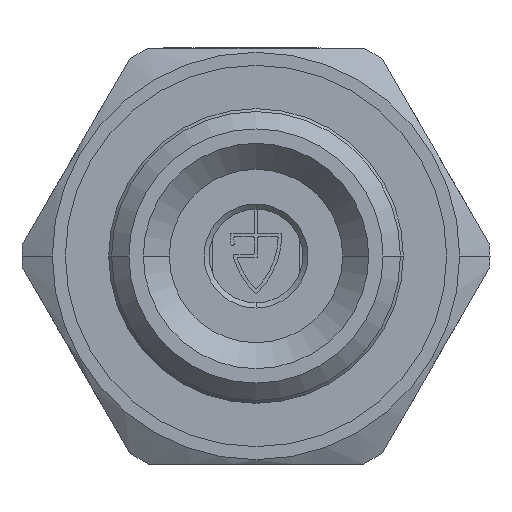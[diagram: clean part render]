
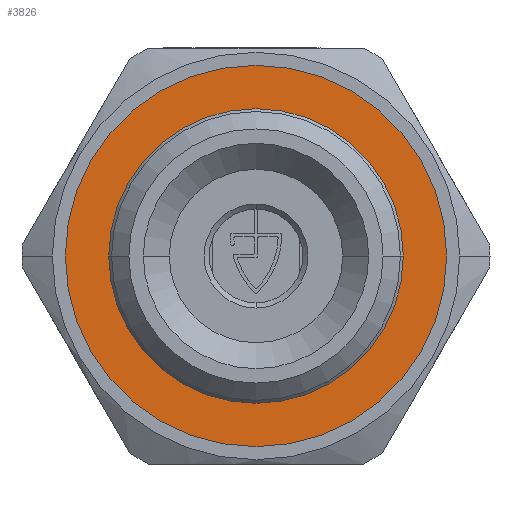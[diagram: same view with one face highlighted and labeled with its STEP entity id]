
A CAD part, front view. The second image highlights one B-rep face of the part: STEP entity #3826.
In plain terms, the highlighted planar face has unit normal (0, -1, 0).
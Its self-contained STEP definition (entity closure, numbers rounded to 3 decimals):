
#24 = AXIS2_PLACEMENT_3D ( 'NONE', #9228, #10881, #7256 ) ;
#104 = CARTESIAN_POINT ( 'NONE',  ( 8.5, -10.3, 0. ) ) ;
#184 = VERTEX_POINT ( 'NONE', #3371 ) ;
#232 = FACE_OUTER_BOUND ( 'NONE', #2206, .T. ) ;
#279 = VERTEX_POINT ( 'NONE', #9373 ) ;
#688 = AXIS2_PLACEMENT_3D ( 'NONE', #6386, #6384, #6372 ) ;
#1435 = VERTEX_POINT ( 'NONE', #8325 ) ;
#1803 = ORIENTED_EDGE ( 'NONE', *, *, #1956, .T. ) ;
#1956 = EDGE_CURVE ( 'NONE', #279, #1435, #9290, .T. ) ;
#2056 = EDGE_CURVE ( 'NONE', #6915, #184, #9798, .T. ) ;
#2206 = EDGE_LOOP ( 'NONE', ( #1803, #10285 ) ) ;
#2833 = FACE_BOUND ( 'NONE', #9160, .T. ) ;
#2934 = EDGE_CURVE ( 'NONE', #1435, #279, #6239, .T. ) ;
#2936 = EDGE_CURVE ( 'NONE', #184, #6915, #4964, .T. ) ;
#3371 = CARTESIAN_POINT ( 'NONE',  ( -8.5, -10.3, 0. ) ) ;
#3771 = AXIS2_PLACEMENT_3D ( 'NONE', #6346, #6343, #6320 ) ;
#3826 = ADVANCED_FACE ( 'NONE', ( #232, #2833 ), #10268, .T. ) ;
#4964 = CIRCLE ( 'NONE', #3771, 8.5 ) ;
#6239 = CIRCLE ( 'NONE', #688, 11. ) ;
#6320 = DIRECTION ( 'NONE',  ( 1., 0., 0. ) ) ;
#6343 = DIRECTION ( 'NONE',  ( 0., -1., 0. ) ) ;
#6346 = CARTESIAN_POINT ( 'NONE',  ( 0., -10.3, 0. ) ) ;
#6372 = DIRECTION ( 'NONE',  ( 1., 0., 0. ) ) ;
#6384 = DIRECTION ( 'NONE',  ( 0., -1., 0. ) ) ;
#6386 = CARTESIAN_POINT ( 'NONE',  ( 0., -10.3, 0. ) ) ;
#6915 = VERTEX_POINT ( 'NONE', #104 ) ;
#7256 = DIRECTION ( 'NONE',  ( 1., 0., 0. ) ) ;
#8213 = ORIENTED_EDGE ( 'NONE', *, *, #2936, .F. ) ;
#8325 = CARTESIAN_POINT ( 'NONE',  ( -11., -10.3, 0. ) ) ;
#8462 = DIRECTION ( 'NONE',  ( 1., 0., 0. ) ) ;
#9160 = EDGE_LOOP ( 'NONE', ( #8213, #11527 ) ) ;
#9228 = CARTESIAN_POINT ( 'NONE',  ( 0., -10.3, 0. ) ) ;
#9290 = CIRCLE ( 'NONE', #24, 11. ) ;
#9373 = CARTESIAN_POINT ( 'NONE',  ( 11., -10.3, 0. ) ) ;
#9798 = CIRCLE ( 'NONE', #11632, 8.5 ) ;
#9992 = DIRECTION ( 'NONE',  ( 0., -1., 0. ) ) ;
#10066 = DIRECTION ( 'NONE',  ( 1., 0., 0. ) ) ;
#10084 = DIRECTION ( 'NONE',  ( 0., -1., 0. ) ) ;
#10094 = CARTESIAN_POINT ( 'NONE',  ( -8.5, -10.3, 0. ) ) ;
#10268 = PLANE ( 'NONE',  #11129 ) ;
#10285 = ORIENTED_EDGE ( 'NONE', *, *, #2934, .T. ) ;
#10756 = CARTESIAN_POINT ( 'NONE',  ( 0., -10.3, 0. ) ) ;
#10881 = DIRECTION ( 'NONE',  ( 0., -1., 0. ) ) ;
#11129 = AXIS2_PLACEMENT_3D ( 'NONE', #10094, #10084, #10066 ) ;
#11527 = ORIENTED_EDGE ( 'NONE', *, *, #2056, .F. ) ;
#11632 = AXIS2_PLACEMENT_3D ( 'NONE', #10756, #9992, #8462 ) ;
